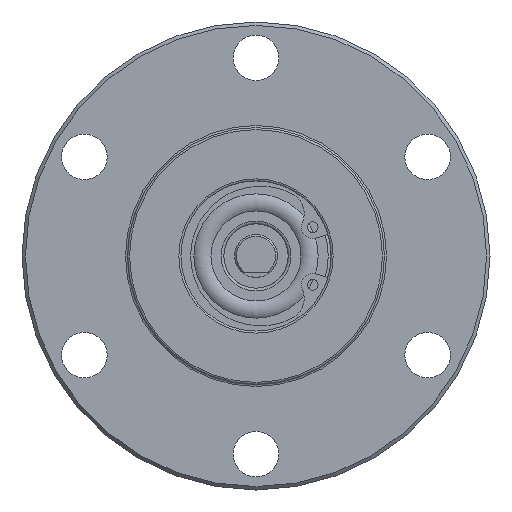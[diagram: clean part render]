
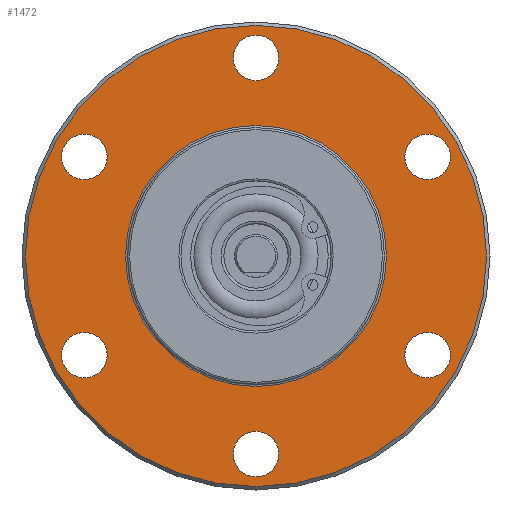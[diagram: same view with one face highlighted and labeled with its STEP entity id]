
A CAD part, left-side view. The second image highlights one B-rep face of the part: STEP entity #1472.
In plain terms, the highlighted face is planar.
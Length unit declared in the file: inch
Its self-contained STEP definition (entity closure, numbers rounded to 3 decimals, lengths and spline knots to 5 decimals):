
#60 = CIRCLE ( 'NONE', #3081, 0.13281 ) ;
#67 = DIRECTION ( 'NONE',  ( 0., 0., 1. ) ) ;
#86 = CARTESIAN_POINT ( 'NONE',  ( 0.5, 0., 1.345 ) ) ;
#162 = AXIS2_PLACEMENT_3D ( 'NONE', #2367, #2186, #2896 ) ;
#163 = EDGE_CURVE ( 'NONE', #2796, #2796, #1601, .T. ) ;
#206 = DIRECTION ( 'NONE',  ( 0., 0., 1. ) ) ;
#225 = FACE_BOUND ( 'NONE', #1635, .T. ) ;
#226 = AXIS2_PLACEMENT_3D ( 'NONE', #2141, #3381, #1348 ) ;
#240 = DIRECTION ( 'NONE',  ( 0., 0., 1. ) ) ;
#349 = EDGE_CURVE ( 'NONE', #1190, #1190, #2589, .T. ) ;
#360 = DIRECTION ( 'NONE',  ( 0., 0., 1. ) ) ;
#386 = AXIS2_PLACEMENT_3D ( 'NONE', #446, #2523, #1025 ) ;
#408 = ORIENTED_EDGE ( 'NONE', *, *, #604, .T. ) ;
#446 = CARTESIAN_POINT ( 'NONE',  ( 0.5, -1.00113, -0.578 ) ) ;
#457 = CARTESIAN_POINT ( 'NONE',  ( 0.5, 0., 1.28881 ) ) ;
#463 = FACE_BOUND ( 'NONE', #2505, .T. ) ;
#561 = EDGE_CURVE ( 'NONE', #3365, #3365, #1354, .T. ) ;
#574 = ORIENTED_EDGE ( 'NONE', *, *, #935, .T. ) ;
#583 = EDGE_CURVE ( 'NONE', #1430, #1430, #3176, .T. ) ;
#604 = EDGE_CURVE ( 'NONE', #1922, #1922, #2178, .T. ) ;
#649 = EDGE_LOOP ( 'NONE', ( #3044 ) ) ;
#660 = AXIS2_PLACEMENT_3D ( 'NONE', #3227, #2946, #3243 ) ;
#758 = CARTESIAN_POINT ( 'NONE',  ( 0.5, 0., 0.76125 ) ) ;
#806 = EDGE_LOOP ( 'NONE', ( #408 ) ) ;
#856 = EDGE_LOOP ( 'NONE', ( #574 ) ) ;
#881 = DIRECTION ( 'NONE',  ( 1., 0., 0. ) ) ;
#935 = EDGE_CURVE ( 'NONE', #2712, #2712, #2183, .T. ) ;
#971 = AXIS2_PLACEMENT_3D ( 'NONE', #2595, #2866, #240 ) ;
#1025 = DIRECTION ( 'NONE',  ( 0., 0., 1. ) ) ;
#1048 = AXIS2_PLACEMENT_3D ( 'NONE', #1498, #2543, #206 ) ;
#1123 = DIRECTION ( 'NONE',  ( -1., 0., 0. ) ) ;
#1170 = CARTESIAN_POINT ( 'NONE',  ( 0.5, 1.00113, -0.44519 ) ) ;
#1190 = VERTEX_POINT ( 'NONE', #2838 ) ;
#1348 = DIRECTION ( 'NONE',  ( 0., 0., 1. ) ) ;
#1354 = CIRCLE ( 'NONE', #162, 0.13281 ) ;
#1401 = EDGE_LOOP ( 'NONE', ( #1455 ) ) ;
#1430 = VERTEX_POINT ( 'NONE', #2730 ) ;
#1455 = ORIENTED_EDGE ( 'NONE', *, *, #349, .T. ) ;
#1472 = ADVANCED_FACE ( 'NONE', ( #3145, #3079, #225, #2880, #2524, #2305, #2806, #463 ), #3353, .F. ) ;
#1494 = EDGE_LOOP ( 'NONE', ( #2679 ) ) ;
#1498 = CARTESIAN_POINT ( 'NONE',  ( 0.5, 1.365, 0. ) ) ;
#1539 = CIRCLE ( 'NONE', #226, 0.76125 ) ;
#1601 = CIRCLE ( 'NONE', #971, 0.13281 ) ;
#1618 = CARTESIAN_POINT ( 'NONE',  ( 0.5, -1.00113, -0.44518 ) ) ;
#1635 = EDGE_LOOP ( 'NONE', ( #2607 ) ) ;
#1653 = DIRECTION ( 'NONE',  ( -1., 0., 0. ) ) ;
#1728 = EDGE_CURVE ( 'NONE', #3367, #3367, #60, .T. ) ;
#1768 = EDGE_LOOP ( 'NONE', ( #2831 ) ) ;
#1922 = VERTEX_POINT ( 'NONE', #86 ) ;
#2014 = ORIENTED_EDGE ( 'NONE', *, *, #2016, .T. ) ;
#2016 = EDGE_CURVE ( 'NONE', #2280, #2280, #1539, .T. ) ;
#2112 = DIRECTION ( 'NONE',  ( 0., 0., 1. ) ) ;
#2134 = CARTESIAN_POINT ( 'NONE',  ( 0.5, 1.00113, 0.578 ) ) ;
#2141 = CARTESIAN_POINT ( 'NONE',  ( 0.5, 0., 0. ) ) ;
#2178 = CIRCLE ( 'NONE', #2952, 1.345 ) ;
#2183 = CIRCLE ( 'NONE', #386, 0.13281 ) ;
#2186 = DIRECTION ( 'NONE',  ( -1., 0., 0. ) ) ;
#2188 = CARTESIAN_POINT ( 'NONE',  ( 0.5, -1.00113, 0.578 ) ) ;
#2280 = VERTEX_POINT ( 'NONE', #758 ) ;
#2305 = FACE_OUTER_BOUND ( 'NONE', #806, .T. ) ;
#2330 = CARTESIAN_POINT ( 'NONE',  ( 0.5, -1.00113, 0.71082 ) ) ;
#2367 = CARTESIAN_POINT ( 'NONE',  ( 0.5, 1.00113, -0.578 ) ) ;
#2505 = EDGE_LOOP ( 'NONE', ( #2014 ) ) ;
#2523 = DIRECTION ( 'NONE',  ( -1., 0., 0. ) ) ;
#2524 = FACE_BOUND ( 'NONE', #1401, .T. ) ;
#2543 = DIRECTION ( 'NONE',  ( -1., 0., 0. ) ) ;
#2589 = CIRCLE ( 'NONE', #3202, 0.13281 ) ;
#2595 = CARTESIAN_POINT ( 'NONE',  ( 0.5, 0., 1.156 ) ) ;
#2607 = ORIENTED_EDGE ( 'NONE', *, *, #583, .T. ) ;
#2679 = ORIENTED_EDGE ( 'NONE', *, *, #561, .T. ) ;
#2712 = VERTEX_POINT ( 'NONE', #1618 ) ;
#2730 = CARTESIAN_POINT ( 'NONE',  ( 0.5, 0., -1.02319 ) ) ;
#2796 = VERTEX_POINT ( 'NONE', #457 ) ;
#2806 = FACE_BOUND ( 'NONE', #649, .T. ) ;
#2831 = ORIENTED_EDGE ( 'NONE', *, *, #1728, .T. ) ;
#2838 = CARTESIAN_POINT ( 'NONE',  ( 0.5, 1.00113, 0.71081 ) ) ;
#2866 = DIRECTION ( 'NONE',  ( -1., 0., 0. ) ) ;
#2880 = FACE_BOUND ( 'NONE', #1494, .T. ) ;
#2896 = DIRECTION ( 'NONE',  ( 0., 0., 1. ) ) ;
#2928 = CARTESIAN_POINT ( 'NONE',  ( 0.5, 0., 0. ) ) ;
#2946 = DIRECTION ( 'NONE',  ( -1., 0., 0. ) ) ;
#2952 = AXIS2_PLACEMENT_3D ( 'NONE', #2928, #881, #67 ) ;
#3044 = ORIENTED_EDGE ( 'NONE', *, *, #163, .T. ) ;
#3079 = FACE_BOUND ( 'NONE', #856, .T. ) ;
#3081 = AXIS2_PLACEMENT_3D ( 'NONE', #2188, #1653, #360 ) ;
#3145 = FACE_BOUND ( 'NONE', #1768, .T. ) ;
#3176 = CIRCLE ( 'NONE', #660, 0.13281 ) ;
#3202 = AXIS2_PLACEMENT_3D ( 'NONE', #2134, #1123, #2112 ) ;
#3227 = CARTESIAN_POINT ( 'NONE',  ( 0.5, 0., -1.156 ) ) ;
#3243 = DIRECTION ( 'NONE',  ( 0., 0., 1. ) ) ;
#3353 = PLANE ( 'NONE',  #1048 ) ;
#3365 = VERTEX_POINT ( 'NONE', #1170 ) ;
#3367 = VERTEX_POINT ( 'NONE', #2330 ) ;
#3381 = DIRECTION ( 'NONE',  ( -1., 0., 0. ) ) ;
